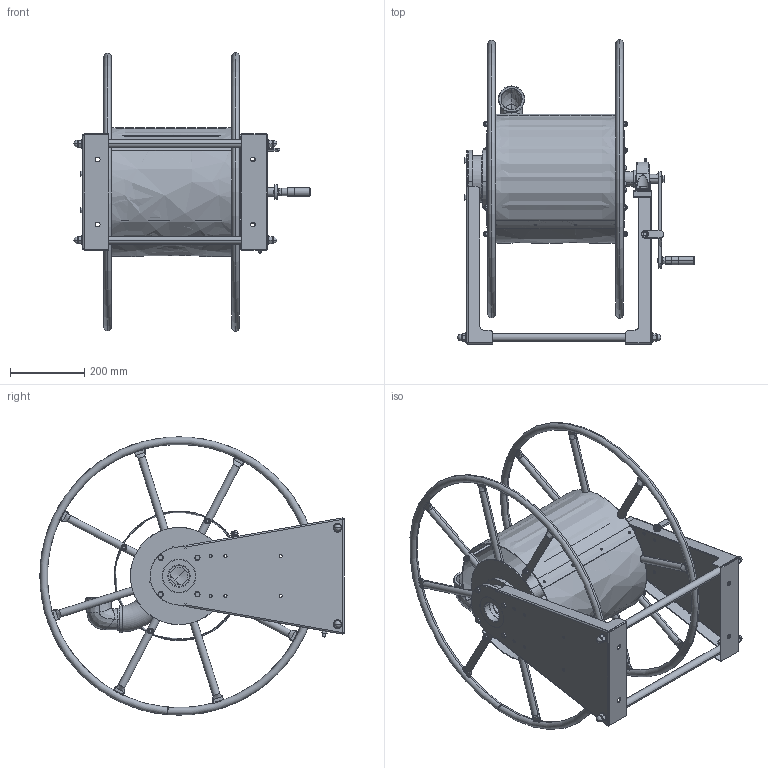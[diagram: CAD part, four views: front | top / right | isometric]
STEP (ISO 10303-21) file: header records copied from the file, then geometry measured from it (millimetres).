
FILE_DESCRIPTION((''),'2;1');
FILE_NAME('350_025_M_ASM','2021-10-07T',('Cad03'),('CDM'),'PRO/ENGINEER BY PARAMETRIC TECHNOLOGY CORPORATION, 2017170','PRO/ENGINEER BY PARAMETRIC TECHNOLOGY CORPORATION, 2017170','');
FILE_SCHEMA(('AUTOMOTIVE_DESIGN { 1 0 10303 214 1 1 1 1 }'));
Length unit declared in the file: millimetre
Products named in the file (1): 350_025_M_ASM
Bounding box: 637 x 820 x 750 mm (x, y, z)
Surface area: 2631989.4 mm2 (no closed solid volume)
Topology: 0 solids, 215 shells, 1158 faces, 4230 edges, 3173 vertices
Faces by surface type: plane 440, cone 227, cylinder 212, bspline 187, extrusion 50, torus 26, sphere 16
Entity records: 76824 total; most frequent: CARTESIAN_POINT 33405, ORIENTED_EDGE 6273, DIRECTION 5610, EDGE_CURVE 4212, VERTEX_POINT 3173, AXIS2_PLACEMENT_3D 2048, B_SPLINE_CURVE_WITH_KNOTS 1672, FILL_AREA_STYLE_COLOUR 1619
